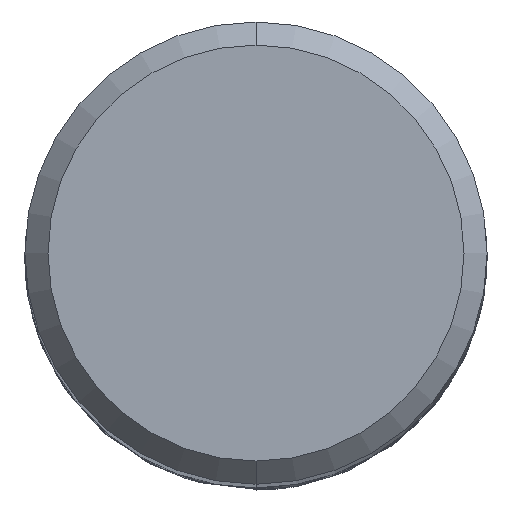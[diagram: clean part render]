
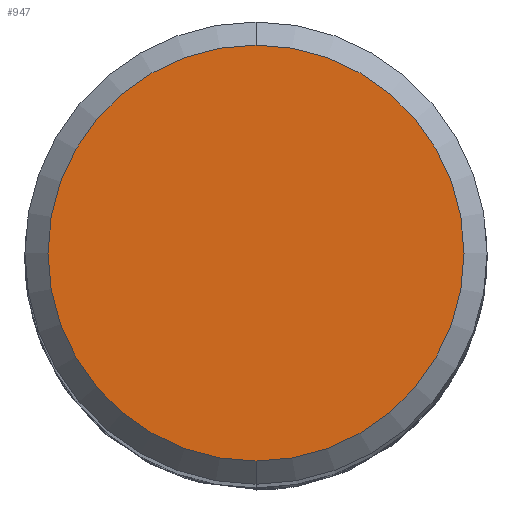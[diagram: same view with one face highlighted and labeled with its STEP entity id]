
A CAD part, top view. The second image highlights one B-rep face of the part: STEP entity #947.
In plain terms, the highlighted planar face has unit normal (0, 0, 1).
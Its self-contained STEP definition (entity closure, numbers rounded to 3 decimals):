
#575=EDGE_CURVE('',#1187,#733,#1678,.T.);
#733=VERTEX_POINT('',#1843);
#797=EDGE_CURVE('',#733,#1187,#1913,.T.);
#947=ADVANCED_FACE('',(#2081),#2082,.T.);
#1187=VERTEX_POINT('',#2346);
#1678=CIRCLE('',#2873,4.5);
#1843=CARTESIAN_POINT('',(0.,-4.5,0.0));
#1913=CIRCLE('',#5736,4.5);
#2081=FACE_OUTER_BOUND('',#7600,.T.);
#2082=PLANE('',#7601);
#2346=CARTESIAN_POINT('',(0.0,4.5,0.0));
#2873=AXIS2_PLACEMENT_3D('',#16075,#16076,#16077);
#5736=AXIS2_PLACEMENT_3D('',#16266,#16267,#16268);
#7600=EDGE_LOOP('',(#16459,#16460));
#7601=AXIS2_PLACEMENT_3D('',#16461,#16462,#16463);
#16075=CARTESIAN_POINT('',(0.0,0.0,0.0));
#16076=DIRECTION('',(0.0,0.0,-1.0));
#16077=DIRECTION('',(0.0,1.0,0.0));
#16266=CARTESIAN_POINT('',(0.0,0.0,0.0));
#16267=DIRECTION('',(0.0,0.0,-1.0));
#16268=DIRECTION('',(0.0,1.0,0.0));
#16459=ORIENTED_EDGE('',*,*,#575,.F.);
#16460=ORIENTED_EDGE('',*,*,#797,.F.);
#16461=CARTESIAN_POINT('',(0.0,2.25,0.0));
#16462=DIRECTION('',(-0.0,0.0,1.0));
#16463=DIRECTION('',(0.0,-1.0,0.0));
